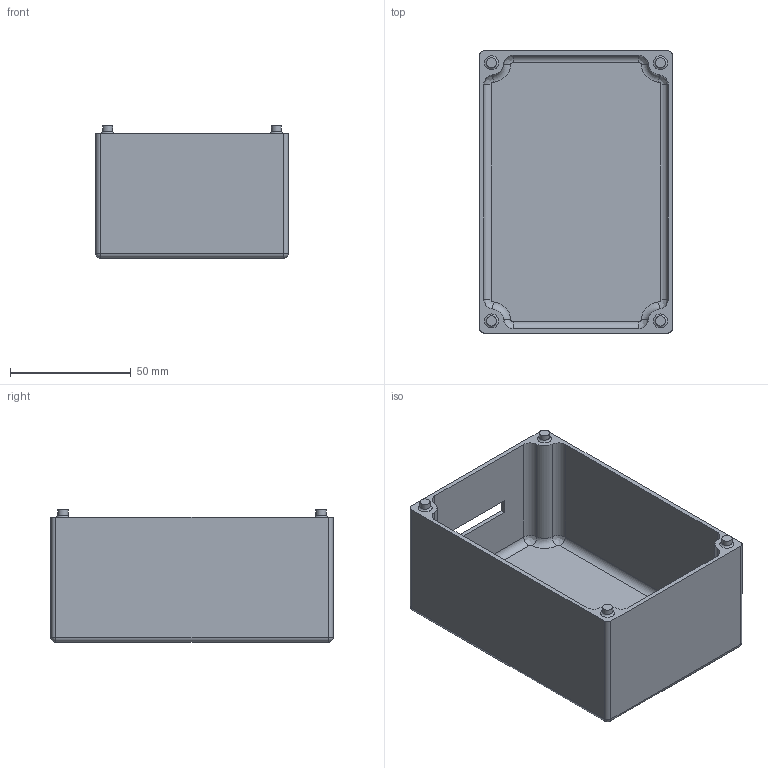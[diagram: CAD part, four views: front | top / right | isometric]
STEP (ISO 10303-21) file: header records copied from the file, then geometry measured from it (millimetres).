
FILE_DESCRIPTION(/* description */ (''),/* implementation_level */ '2;1');
FILE_NAME(/* name */ 'cuerpo.stp',/* time_stamp */ '2016-11-14T17:50:40+01:00',/* author */ ('Administrator'),/* organization */ (''),/* preprocessor_version */ 'ST-DEVELOPER v15.6',/* originating_system */ 'Autodesk Inventor 2015',/* authorisation */ '');
FILE_SCHEMA (('AUTOMOTIVE_DESIGN { 1 0 10303 214 3 1 1 }'));
Length unit declared in the file: millimetre
Products named in the file (1): cuerpo
Bounding box: 80 x 117 x 54.8 mm (x, y, z)
Volume: 65378.8 mm3; surface area: 55931.9 mm2
Topology: 1 solids, 1 shells, 67 faces, 148 edges, 88 vertices
Faces by surface type: cylinder 28, plane 19, bspline 8, torus 8, sphere 4
Full cylindrical faces by diameter (mm): 4.2 x4
Entity records: 1866 total; most frequent: CARTESIAN_POINT 360, DIRECTION 340, ORIENTED_EDGE 280, EDGE_CURVE 140, AXIS2_PLACEMENT_3D 140, VERTEX_POINT 88, EDGE_LOOP 82, CIRCLE 80
